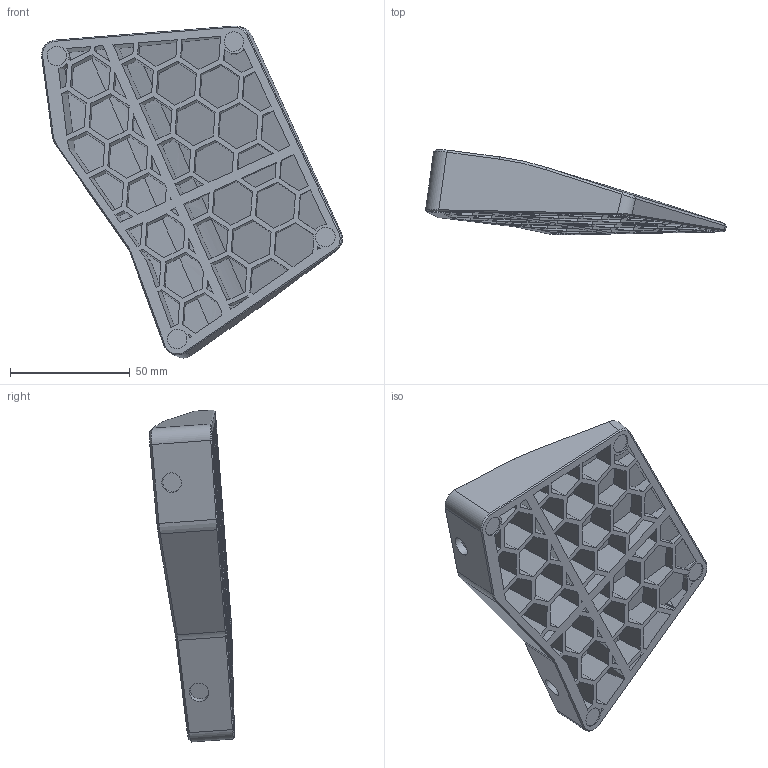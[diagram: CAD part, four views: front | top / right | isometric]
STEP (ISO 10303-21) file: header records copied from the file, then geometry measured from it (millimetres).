
FILE_DESCRIPTION(/* description */ (''),/* implementation_level */ '2;1');
FILE_NAME(/* name */ 'R-Wristrest.step',/* time_stamp */ '2022-08-19T14:43:15+03:00',/* author */ (''),/* organization */ (''),/* preprocessor_version */ 'ST-DEVELOPER v19',/* originating_system */ 'Autodesk Translation Framework v11.7.0.108',/* authorisation */ '');
FILE_SCHEMA (('AUTOMOTIVE_DESIGN { 1 0 10303 214 3 1 1 }'));
Length unit declared in the file: millimetre
Products named in the file (1): Pehmis-Rannetuki-L (3)
Bounding box: 125.69 x 35.55 x 138.66 mm (x, y, z)
Volume: 100314.6 mm3; surface area: 56375.5 mm2
Topology: 1 solids, 1 shells, 425 faces, 1060 edges, 697 vertices
Faces by surface type: plane 344, cylinder 47, bspline 34
Full cylindrical faces by diameter (mm): 8.2 x6
Entity records: 13054 total; most frequent: CARTESIAN_POINT 2972, ORIENTED_EDGE 2120, DIRECTION 1890, EDGE_CURVE 1060, LINE 876, VECTOR 876, VERTEX_POINT 697, AXIS2_PLACEMENT_3D 507
